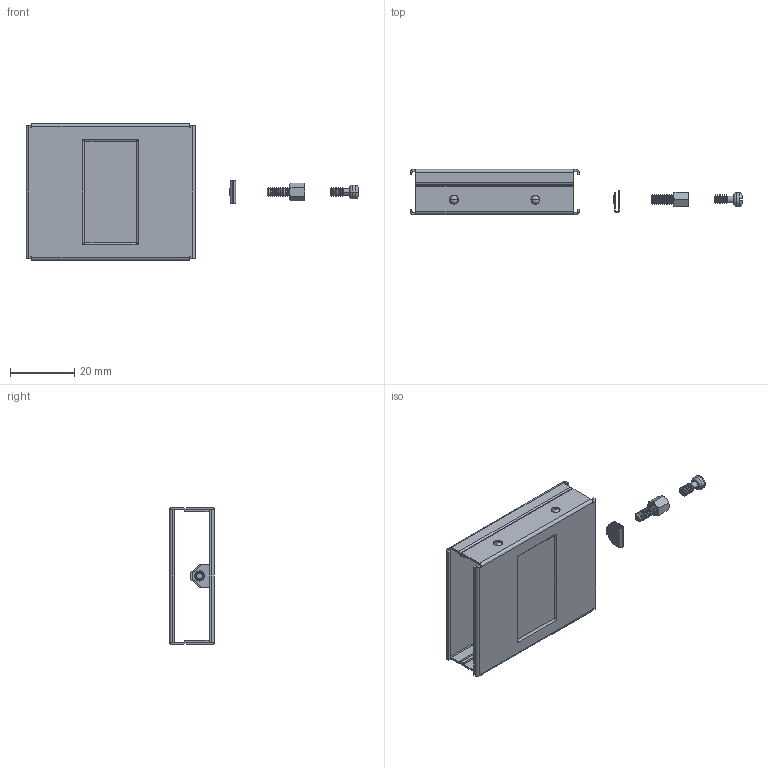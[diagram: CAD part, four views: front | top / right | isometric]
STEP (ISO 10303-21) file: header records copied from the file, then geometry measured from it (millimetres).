
FILE_DESCRIPTION (( 'STEP AP214' ), '1' );
FILE_NAME ('DHS25_3D.STEP', '2020-10-23T14:59:07', ( '' ), ( '' ), 'SwSTEP 2.0', 'SolidWorks 2018', '' );
FILE_SCHEMA (( 'AUTOMOTIVE_DESIGN' ));
Length unit declared in the file: inch
Products named in the file (6): DHS25-MA6; DHS25-MA4; DHS25-MA2; DHS25-MA1; DHS25_3D; DHS25-MA5
Assembly tree (5 placements, depth 2):
  DHS25_3D
    DHS25-MA1
    DHS25-MA2
    DHS25-MA4
    DHS25-MA5
    DHS25-MA6
Bounding box: 103.37 x 14.01 x 42.9 mm (x, y, z)
Volume: 3877.2 mm3; surface area: 12959.1 mm2
Topology: 5 solids, 5 shells, 376 faces, 865 edges, 496 vertices
Faces by surface type: plane 170, cone 84, cylinder 69, sphere 32, bspline 16, torus 5
Entity records: 11147 total; most frequent: CARTESIAN_POINT 2471, DIRECTION 1805, ORIENTED_EDGE 1694, EDGE_CURVE 847, AXIS2_PLACEMENT_3D 646, VECTOR 513, LINE 513, VERTEX_POINT 496
